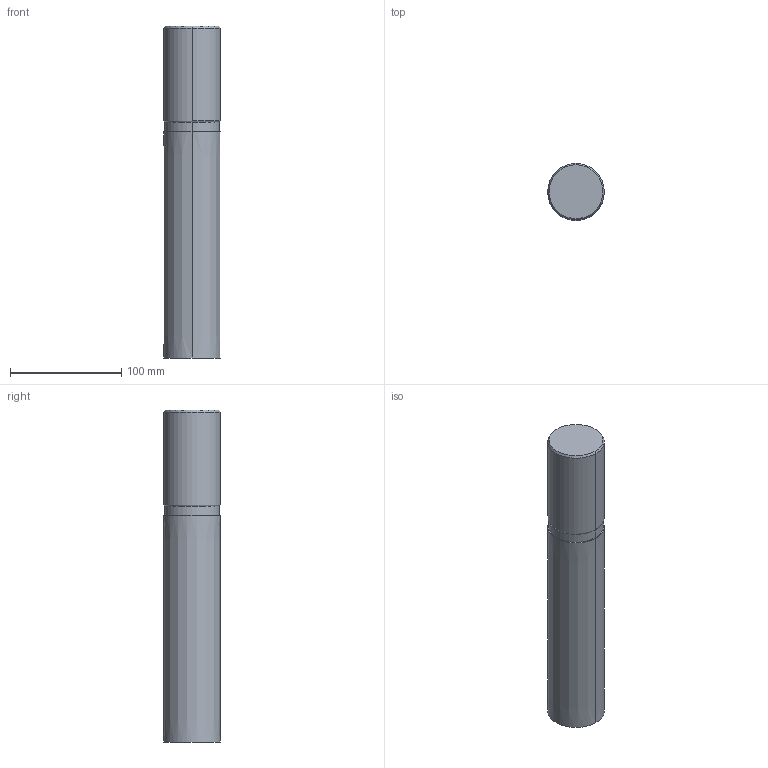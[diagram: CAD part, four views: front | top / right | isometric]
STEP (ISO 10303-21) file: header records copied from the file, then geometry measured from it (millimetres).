
FILE_DESCRIPTION(('no description'),'unknown implementation level');
FILE_NAME('solidMObaxkGoPI7IdXrt0EuB1pqzyIc_1.STP',' ',('CIMSOURCE GmbH'),('CADClick - KiM GmbH - www.kimweb.de'),'unknown preprocess','ACIS','unknown authorization');
FILE_SCHEMA(('automotive_design'));
Length unit declared in the file: millimetre
Products named in the file (2): 1; 2
Bounding box: 50.8 x 50.8 x 298.4 mm (x, y, z)
Volume: 602979.6 mm3; surface area: 83996.4 mm2
Topology: 2 solids, 2 shells, 24 faces, 46 edges, 28 vertices
Faces by surface type: cone 10, cylinder 8, plane 6
Entity records: 1245 total; most frequent: DIRECTION 134, CARTESIAN_POINT 104, STYLED_ITEM 100, PRESENTATION_STYLE_ASSIGNMENT 100, COLOUR_RGB 100, ORIENTED_EDGE 92, AXIS2_PLACEMENT_3D 58, EDGE_CURVE 46
